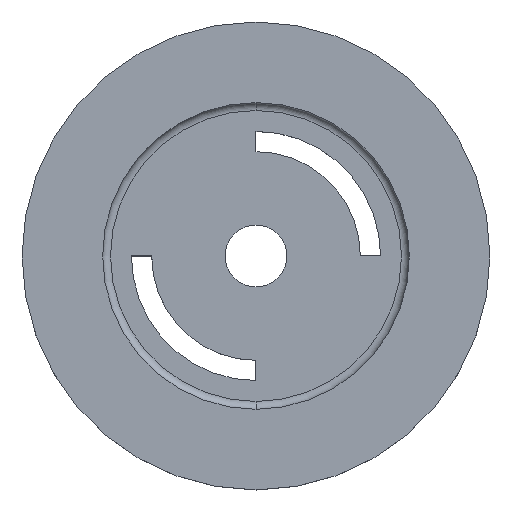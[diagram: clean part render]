
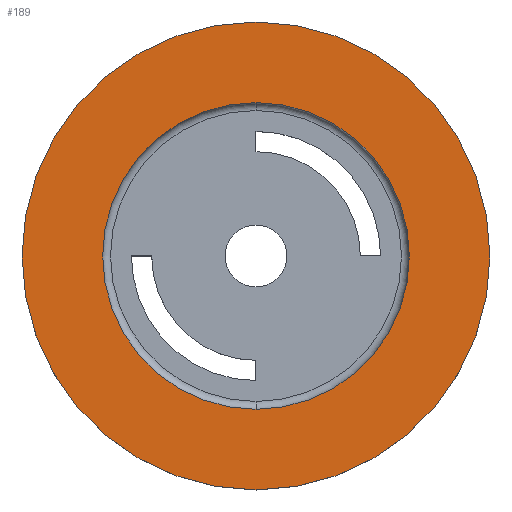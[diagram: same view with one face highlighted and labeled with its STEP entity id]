
A CAD part, top view. The second image highlights one B-rep face of the part: STEP entity #189.
In plain terms, the highlighted planar face has unit normal (0, 0, 1).
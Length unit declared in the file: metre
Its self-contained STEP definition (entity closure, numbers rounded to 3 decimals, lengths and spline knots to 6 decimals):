
#15 = EDGE_CURVE ( 'NONE', #375, #299, #958, .T. ) ;
#49 = DIRECTION ( 'NONE',  ( 0., 0., -1. ) ) ;
#55 = ORIENTED_EDGE ( 'NONE', *, *, #705, .F. ) ;
#91 = ORIENTED_EDGE ( 'NONE', *, *, #15, .F. ) ;
#119 = CARTESIAN_POINT ( 'NONE',  ( 0., 0., 0.0381 ) ) ;
#189 = ADVANCED_FACE ( 'NONE', ( #698, #661 ), #452, .T. ) ;
#299 = VERTEX_POINT ( 'NONE', #648 ) ;
#305 = DIRECTION ( 'NONE',  ( 0., -1., 0. ) ) ;
#336 = CARTESIAN_POINT ( 'NONE',  ( 0., -0.2477, 0.0381 ) ) ;
#339 = DIRECTION ( 'NONE',  ( 0., 1., 0. ) ) ;
#351 = CARTESIAN_POINT ( 'NONE',  ( 0., 0., 0.0381 ) ) ;
#375 = VERTEX_POINT ( 'NONE', #882 ) ;
#376 = DIRECTION ( 'NONE',  ( 0., 0., 1. ) ) ;
#379 = EDGE_LOOP ( 'NONE', ( #91, #55 ) ) ;
#387 = ORIENTED_EDGE ( 'NONE', *, *, #941, .T. ) ;
#407 = CARTESIAN_POINT ( 'NONE',  ( 0., 0.2477, 0.0381 ) ) ;
#409 = EDGE_CURVE ( 'NONE', #483, #502, #469, .T. ) ;
#431 = DIRECTION ( 'NONE',  ( 0., 1., 0. ) ) ;
#452 = PLANE ( 'NONE',  #490 ) ;
#469 = CIRCLE ( 'NONE', #949, 0.2477 ) ;
#483 = VERTEX_POINT ( 'NONE', #336 ) ;
#490 = AXIS2_PLACEMENT_3D ( 'NONE', #625, #376, #305 ) ;
#502 = VERTEX_POINT ( 'NONE', #407 ) ;
#546 = AXIS2_PLACEMENT_3D ( 'NONE', #351, #900, #431 ) ;
#552 = DIRECTION ( 'NONE',  ( 0., 1., 0. ) ) ;
#583 = DIRECTION ( 'NONE',  ( 0., 0., -1. ) ) ;
#625 = CARTESIAN_POINT ( 'NONE',  ( 0.3779, 0., 0.0381 ) ) ;
#648 = CARTESIAN_POINT ( 'NONE',  ( 0., -0.3779, 0.0381 ) ) ;
#661 = FACE_OUTER_BOUND ( 'NONE', #379, .T. ) ;
#688 = ORIENTED_EDGE ( 'NONE', *, *, #409, .T. ) ;
#698 = FACE_BOUND ( 'NONE', #853, .T. ) ;
#705 = EDGE_CURVE ( 'NONE', #299, #375, #798, .T. ) ;
#770 = CIRCLE ( 'NONE', #841, 0.2477 ) ;
#783 = DIRECTION ( 'NONE',  ( 0., 0., -1. ) ) ;
#798 = CIRCLE ( 'NONE', #546, 0.3779 ) ;
#841 = AXIS2_PLACEMENT_3D ( 'NONE', #849, #783, #552 ) ;
#849 = CARTESIAN_POINT ( 'NONE',  ( 0., 0., 0.0381 ) ) ;
#853 = EDGE_LOOP ( 'NONE', ( #387, #688 ) ) ;
#882 = CARTESIAN_POINT ( 'NONE',  ( 0., 0.3779, 0.0381 ) ) ;
#892 = CARTESIAN_POINT ( 'NONE',  ( 0., 0., 0.0381 ) ) ;
#900 = DIRECTION ( 'NONE',  ( 0., 0., -1. ) ) ;
#907 = DIRECTION ( 'NONE',  ( 0., 1., 0. ) ) ;
#922 = AXIS2_PLACEMENT_3D ( 'NONE', #119, #49, #907 ) ;
#941 = EDGE_CURVE ( 'NONE', #502, #483, #770, .T. ) ;
#949 = AXIS2_PLACEMENT_3D ( 'NONE', #892, #583, #339 ) ;
#958 = CIRCLE ( 'NONE', #922, 0.3779 ) ;
